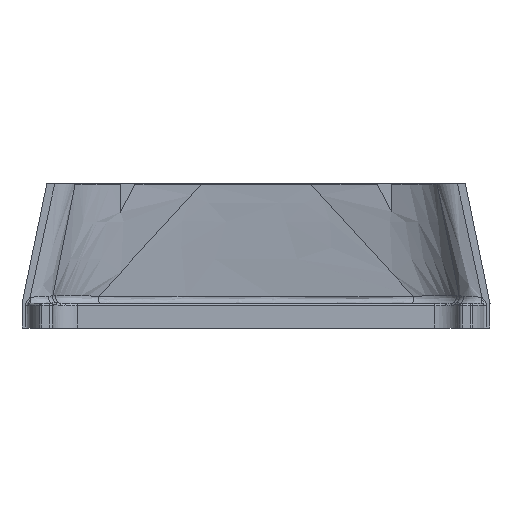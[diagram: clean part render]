
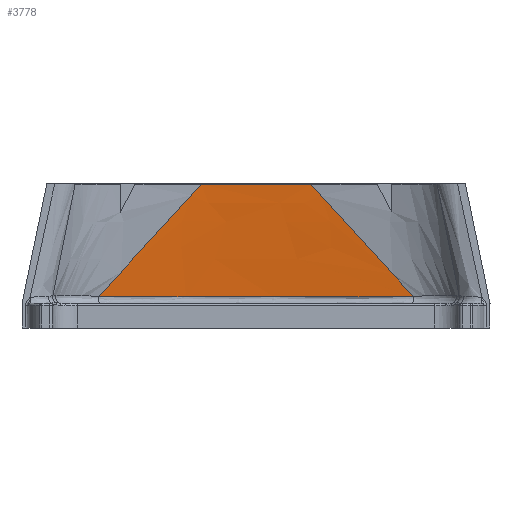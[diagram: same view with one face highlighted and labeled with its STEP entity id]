
A CAD part, front view. The second image highlights one B-rep face of the part: STEP entity #3778.
In plain terms, the highlighted free-form (B-spline) face has degree [3, 3] with [4, 4] control points.
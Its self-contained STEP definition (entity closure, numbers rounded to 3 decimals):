
#1582 = VERTEX_POINT('',#1583);
#1583 = CARTESIAN_POINT('',(-17.026,15.472,
    3.398));
#1632 = EDGE_CURVE('',#1633,#1582,#1635,.T.);
#1633 = VERTEX_POINT('',#1634);
#1634 = CARTESIAN_POINT('',(-17.013,15.47,3.426
    ));
#1635 = B_SPLINE_CURVE_WITH_KNOTS('',3,(#1636,#1637,#1638,#1639,#1640,
    #1641,#1642),.UNSPECIFIED.,.F.,.F.,(4,3,4),(0.,0.001,
    0.002),.UNSPECIFIED.);
#1636 = CARTESIAN_POINT('',(-17.013,15.47,3.426
    ));
#1637 = CARTESIAN_POINT('',(-17.017,15.47,
    3.421));
#1638 = CARTESIAN_POINT('',(-17.021,15.471,
    3.416));
#1639 = CARTESIAN_POINT('',(-17.023,15.471,
    3.41));
#1640 = CARTESIAN_POINT('',(-17.025,15.471,
    3.406));
#1641 = CARTESIAN_POINT('',(-17.026,15.472,
    3.402));
#1642 = CARTESIAN_POINT('',(-17.026,15.472,
    3.398));
#1783 = VERTEX_POINT('',#1784);
#1784 = CARTESIAN_POINT('',(16.995,15.47,
    3.425));
#1792 = EDGE_CURVE('',#1793,#1783,#1795,.T.);
#1793 = VERTEX_POINT('',#1794);
#1794 = CARTESIAN_POINT('',(17.007,15.472,
    3.398));
#1795 = B_SPLINE_CURVE_WITH_KNOTS('',3,(#1796,#1797,#1798,#1799,#1800,
    #1801,#1802,#1803,#1804,#1805),.UNSPECIFIED.,.F.,.F.,(4,3,3,4),(
    0.048,0.049,0.05,
    0.051),.UNSPECIFIED.);
#1796 = CARTESIAN_POINT('',(17.007,15.472,
    3.398));
#1797 = CARTESIAN_POINT('',(17.007,15.472,
    3.399));
#1798 = CARTESIAN_POINT('',(17.007,15.472,
    3.4));
#1799 = CARTESIAN_POINT('',(17.007,15.472,
    3.4));
#1800 = CARTESIAN_POINT('',(17.007,15.471,
    3.405));
#1801 = CARTESIAN_POINT('',(17.006,15.471,
    3.409));
#1802 = CARTESIAN_POINT('',(17.004,15.471,
    3.412));
#1803 = CARTESIAN_POINT('',(17.002,15.471,
    3.417));
#1804 = CARTESIAN_POINT('',(16.999,15.47,
    3.421));
#1805 = CARTESIAN_POINT('',(16.995,15.47,
    3.425));
#2177 = EDGE_CURVE('',#1793,#1582,#2178,.T.);
#2178 = B_SPLINE_CURVE_WITH_KNOTS('',3,(#2179,#2180,#2181,#2182),
  .UNSPECIFIED.,.F.,.F.,(4,4),(0.001,2.551),
  .PIECEWISE_BEZIER_KNOTS.);
#2179 = CARTESIAN_POINT('',(17.007,15.472,
    3.398));
#2180 = CARTESIAN_POINT('',(5.693,16.489,
    3.382));
#2181 = CARTESIAN_POINT('',(-5.712,16.489,
    3.382));
#2182 = CARTESIAN_POINT('',(-17.026,15.472,
    3.398));
#3218 = VERTEX_POINT('',#3219);
#3219 = CARTESIAN_POINT('',(5.918,15.208,
    15.571));
#3229 = EDGE_CURVE('',#3230,#3218,#3232,.T.);
#3230 = VERTEX_POINT('',#3231);
#3231 = CARTESIAN_POINT('',(7.017,15.234,
    14.365));
#3232 = B_SPLINE_CURVE_WITH_KNOTS('',1,(#3233,#3234),.UNSPECIFIED.,.F.,
  .F.,(2,2),(11.851,13.076),.PIECEWISE_BEZIER_KNOTS.);
#3233 = CARTESIAN_POINT('',(7.017,15.234,
    14.365));
#3234 = CARTESIAN_POINT('',(5.918,15.208,
    15.571));
#3236 = EDGE_CURVE('',#3237,#3230,#3239,.T.);
#3237 = VERTEX_POINT('',#3238);
#3238 = CARTESIAN_POINT('',(14.772,15.418,
    5.862));
#3239 = B_SPLINE_CURVE_WITH_KNOTS('',1,(#3240,#3241),.UNSPECIFIED.,.F.,
  .F.,(2,2),(3.21,11.851),.PIECEWISE_BEZIER_KNOTS.);
#3240 = CARTESIAN_POINT('',(14.772,15.418,
    5.862));
#3241 = CARTESIAN_POINT('',(7.017,15.234,
    14.365));
#3243 = EDGE_CURVE('',#1783,#3237,#3244,.T.);
#3244 = B_SPLINE_CURVE_WITH_KNOTS('',1,(#3245,#3246),.UNSPECIFIED.,.F.,
  .F.,(2,2),(0.733,3.21),.PIECEWISE_BEZIER_KNOTS.);
#3245 = CARTESIAN_POINT('',(16.995,15.47,
    3.425));
#3246 = CARTESIAN_POINT('',(14.772,15.418,
    5.862));
#3534 = EDGE_CURVE('',#1633,#3535,#3537,.T.);
#3535 = VERTEX_POINT('',#3536);
#3536 = CARTESIAN_POINT('',(-14.613,15.414,
    6.054));
#3537 = B_SPLINE_CURVE_WITH_KNOTS('',1,(#3538,#3539),.UNSPECIFIED.,.F.,
  .F.,(2,2),(0.734,3.407),.PIECEWISE_BEZIER_KNOTS.);
#3538 = CARTESIAN_POINT('',(-17.013,15.47,3.426
    ));
#3539 = CARTESIAN_POINT('',(-14.613,15.414,
    6.054));
#3541 = EDGE_CURVE('',#3535,#3542,#3544,.T.);
#3542 = VERTEX_POINT('',#3543);
#3543 = CARTESIAN_POINT('',(-7.038,15.235,
    14.345));
#3544 = B_SPLINE_CURVE_WITH_KNOTS('',1,(#3545,#3546),.UNSPECIFIED.,.F.,
  .F.,(2,2),(3.407,11.839),.PIECEWISE_BEZIER_KNOTS.);
#3545 = CARTESIAN_POINT('',(-14.613,15.414,
    6.054));
#3546 = CARTESIAN_POINT('',(-7.038,15.235,
    14.345));
#3548 = EDGE_CURVE('',#3542,#3549,#3551,.T.);
#3549 = VERTEX_POINT('',#3550);
#3550 = CARTESIAN_POINT('',(-5.919,15.208,
    15.571));
#3551 = B_SPLINE_CURVE_WITH_KNOTS('',1,(#3552,#3553),.UNSPECIFIED.,.F.,
  .F.,(2,2),(11.839,13.086),.PIECEWISE_BEZIER_KNOTS.);
#3552 = CARTESIAN_POINT('',(-7.038,15.235,
    14.345));
#3553 = CARTESIAN_POINT('',(-5.919,15.208,
    15.571));
#3778 = ADVANCED_FACE('',(#3779),#3795,.T.);
#3779 = FACE_BOUND('',#3780,.T.);
#3780 = EDGE_LOOP('',(#3781,#3782,#3783,#3784,#3785,#3790,#3791,#3792,
    #3793,#3794));
#3781 = ORIENTED_EDGE('',*,*,#1792,.T.);
#3782 = ORIENTED_EDGE('',*,*,#3243,.T.);
#3783 = ORIENTED_EDGE('',*,*,#3236,.T.);
#3784 = ORIENTED_EDGE('',*,*,#3229,.T.);
#3785 = ORIENTED_EDGE('',*,*,#3786,.T.);
#3786 = EDGE_CURVE('',#3218,#3549,#3787,.T.);
#3787 = B_SPLINE_CURVE_WITH_KNOTS('',1,(#3788,#3789),.UNSPECIFIED.,.F.,
  .F.,(2,2),(0.,8.886),.PIECEWISE_BEZIER_KNOTS.);
#3788 = CARTESIAN_POINT('',(5.918,15.208,
    15.571));
#3789 = CARTESIAN_POINT('',(-5.919,15.208,
    15.571));
#3790 = ORIENTED_EDGE('',*,*,#3548,.F.);
#3791 = ORIENTED_EDGE('',*,*,#3541,.F.);
#3792 = ORIENTED_EDGE('',*,*,#3534,.F.);
#3793 = ORIENTED_EDGE('',*,*,#1632,.T.);
#3794 = ORIENTED_EDGE('',*,*,#2177,.F.);
#3795 = B_SPLINE_SURFACE_WITH_KNOTS('',3,3,(
    (#3796,#3797,#3798,#3799)
    ,(#3800,#3801,#3802,#3803)
    ,(#3804,#3805,#3806,#3807)
    ,(#3808,#3809,#3810,#3811
    )),.UNSPECIFIED.,.F.,.F.,.F.,(4,4),(4,4),(0.,1.),(
    0.053,1.),.PIECEWISE_BEZIER_KNOTS.);
#3796 = CARTESIAN_POINT('',(-17.05,15.471,
    3.386));
#3797 = CARTESIAN_POINT('',(-13.339,15.384,
    7.447));
#3798 = CARTESIAN_POINT('',(-9.629,15.296,
    11.509));
#3799 = CARTESIAN_POINT('',(-5.919,15.208,
    15.571));
#3800 = CARTESIAN_POINT('',(-5.727,16.488,
    3.386));
#3801 = CARTESIAN_POINT('',(-4.476,16.061,
    7.447));
#3802 = CARTESIAN_POINT('',(-3.225,15.635,
    11.509));
#3803 = CARTESIAN_POINT('',(-1.973,15.208,
    15.571));
#3804 = CARTESIAN_POINT('',(5.709,16.488,
    3.386));
#3805 = CARTESIAN_POINT('',(4.463,16.061,
    7.447));
#3806 = CARTESIAN_POINT('',(3.218,15.635,
    11.509));
#3807 = CARTESIAN_POINT('',(1.972,15.208,
    15.571));
#3808 = CARTESIAN_POINT('',(17.031,15.471,
    3.386));
#3809 = CARTESIAN_POINT('',(13.327,15.384,
    7.447));
#3810 = CARTESIAN_POINT('',(9.622,15.296,
    11.509));
#3811 = CARTESIAN_POINT('',(5.918,15.208,
    15.571));
